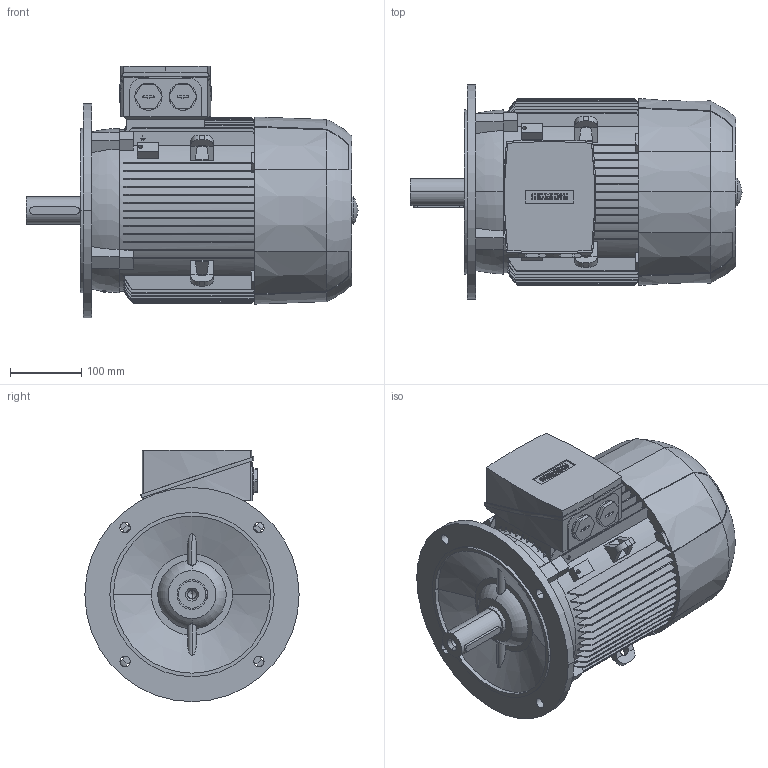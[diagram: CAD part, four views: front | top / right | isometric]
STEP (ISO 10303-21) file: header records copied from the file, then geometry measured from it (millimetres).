
FILE_DESCRIPTION(('STEP AP214'),'1');
FILE_NAME('cctmp_20270C30-16E0-4B02-B15D-4F34D5E52B0F_2023_06_26_14_50_43_0106..stp','2023-06-26T12:50:43',('SIEMENS A&D'),('CADClick - www.CADClick.com'),'Spatial InterOp 3D',' ','unknown authorization');
FILE_SCHEMA(('AUTOMOTIVE_DESIGN'));
Length unit declared in the file: millimetre
Products named in the file (1): 1
Bounding box: 465 x 300 x 352 mm (x, y, z)
Volume: 18444006.2 mm3; surface area: 817867.7 mm2
Topology: 7 solids, 7 shells, 825 faces, 2331 edges, 1542 vertices
Faces by surface type: plane 468, cylinder 209, torus 128, cone 20
Entity records: 39804 total; most frequent: CARTESIAN_POINT 12134, ORIENTED_EDGE 4654, DIRECTION 4053, EDGE_CURVE 2327, VERTEX_POINT 1542, AXIS2_PLACEMENT_3D 1354, LINE 1345, VECTOR 1345
